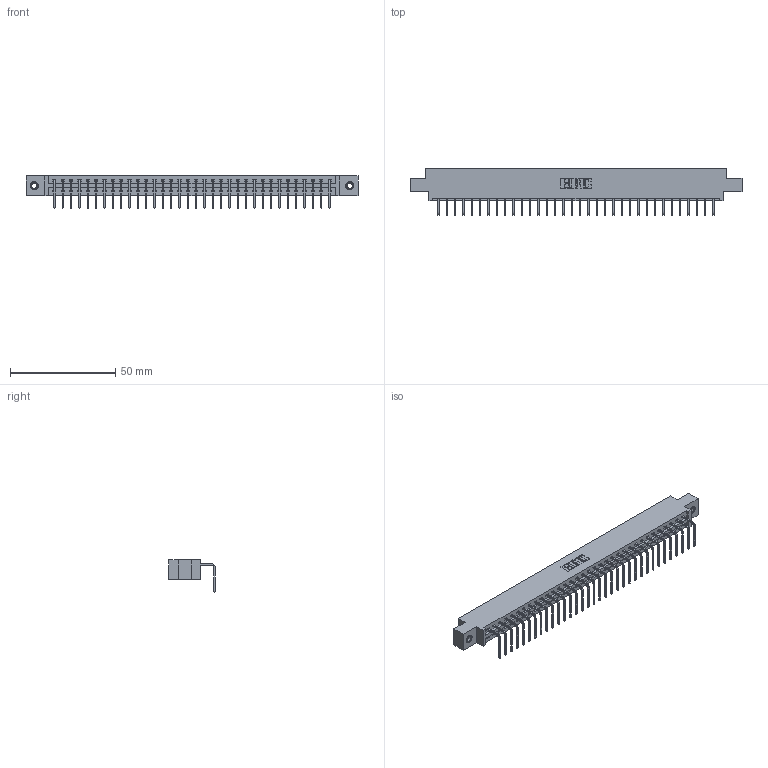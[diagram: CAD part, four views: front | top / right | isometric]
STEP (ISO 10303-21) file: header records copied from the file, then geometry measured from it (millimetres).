
FILE_DESCRIPTION (( 'STEP AP203' ), '1' );
FILE_NAME ('337-034-558-607.STEP', '2018-08-07T19:13:28', ( '' ), ( '' ), 'SwSTEP 2.0', 'SolidWorks 2016', '' );
FILE_SCHEMA (( 'CONFIG_CONTROL_DESIGN' ));
Length unit declared in the file: inch
Products named in the file (4): 337 Part_0.170 Offset - 0.156 Dia-TI; 345-292-001_558 Tail - 2; 345-250-001_345-250-005-103; 337-034-558-607
Assembly tree (37 placements, depth 2):
  337-034-558-607
    337 Part_0.170 Offset - 0.156 Dia-TI
    345-292-001_558 Tail - 2  x34
    345-250-001_345-250-005-103  x2
Bounding box: 157.73 x 22.17 x 15.37 mm (x, y, z)
Volume: 16276 mm3; surface area: 17607.8 mm2
Topology: 37 solids, 37 shells, 2354 faces, 7055 edges, 4650 vertices
Faces by surface type: plane 1738, cylinder 600, cone 12, torus 4
Entity records: 27710 total; most frequent: CARTESIAN_POINT 4807, ORIENTED_EDGE 4770, DIRECTION 4095, EDGE_CURVE 2385, VECTOR 2237, LINE 2237, VERTEX_POINT 1584, AXIS2_PLACEMENT_3D 929
